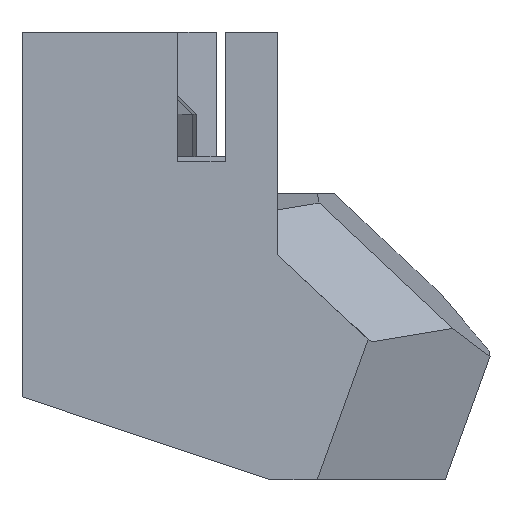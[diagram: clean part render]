
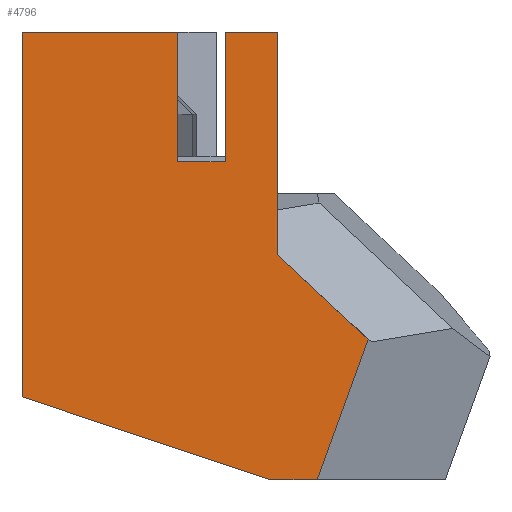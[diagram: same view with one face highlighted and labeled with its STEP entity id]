
A CAD part, front view. The second image highlights one B-rep face of the part: STEP entity #4796.
In plain terms, the highlighted planar face has unit normal (0, -1, 0).
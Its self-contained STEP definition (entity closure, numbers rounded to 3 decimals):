
#1499 = EDGE_CURVE('',#1500,#1502,#1504,.T.);
#1500 = VERTEX_POINT('',#1501);
#1501 = CARTESIAN_POINT('',(-25.689,-107.529,
    -18.796));
#1502 = VERTEX_POINT('',#1503);
#1503 = CARTESIAN_POINT('',(-25.689,-107.529,
    -4.125));
#1504 = LINE('',#1505,#1506);
#1505 = CARTESIAN_POINT('',(-25.689,-107.529,
    -8.65));
#1506 = VECTOR('',#1507,1.);
#1507 = DIRECTION('',(0.,0.,1.));
#2046 = VERTEX_POINT('',#2047);
#2047 = CARTESIAN_POINT('',(-15.417,-107.529,
    -4.125));
#2053 = EDGE_CURVE('',#2046,#2054,#2056,.T.);
#2054 = VERTEX_POINT('',#2055);
#2055 = CARTESIAN_POINT('',(-15.417,-107.529,
    -13.073));
#2056 = LINE('',#2057,#2058);
#2057 = CARTESIAN_POINT('',(-15.417,-107.529,
    -17.7));
#2058 = VECTOR('',#2059,1.);
#2059 = DIRECTION('',(0.,0.,-1.));
#2251 = VERTEX_POINT('',#2252);
#2252 = CARTESIAN_POINT('',(-13.81,-107.529,
    -22.125));
#2285 = VERTEX_POINT('',#2286);
#2286 = CARTESIAN_POINT('',(-11.758,-107.529,
    -16.474));
#2292 = EDGE_CURVE('',#2285,#2251,#2293,.T.);
#2293 = LINE('',#2294,#2295);
#2294 = CARTESIAN_POINT('',(-11.475,-107.529,
    -15.693));
#2295 = VECTOR('',#2296,1.);
#2296 = DIRECTION('',(-0.341,0.,-0.94)
  );
#2587 = VERTEX_POINT('',#2588);
#2588 = CARTESIAN_POINT('',(-15.717,-107.529,
    -22.125));
#2594 = EDGE_CURVE('',#2587,#1500,#2595,.T.);
#2595 = LINE('',#2596,#2597);
#2596 = CARTESIAN_POINT('',(-24.222,-107.529,
    -19.286));
#2597 = VECTOR('',#2598,1.);
#2598 = DIRECTION('',(-0.949,0.,0.317));
#2619 = EDGE_CURVE('',#1502,#2620,#2622,.T.);
#2620 = VERTEX_POINT('',#2621);
#2621 = CARTESIAN_POINT('',(-19.417,-107.529,
    -4.125));
#2622 = LINE('',#2623,#2624);
#2623 = CARTESIAN_POINT('',(-19.985,-107.529,
    -4.125));
#2624 = VECTOR('',#2625,1.);
#2625 = DIRECTION('',(1.,0.,0.));
#2642 = VERTEX_POINT('',#2643);
#2643 = CARTESIAN_POINT('',(-19.417,-107.529,
    -9.325));
#2682 = EDGE_CURVE('',#2620,#2642,#2683,.T.);
#2683 = LINE('',#2684,#2685);
#2684 = CARTESIAN_POINT('',(-19.417,-107.529,
    -11.25));
#2685 = VECTOR('',#2686,1.);
#2686 = DIRECTION('',(0.,0.,-1.));
#2713 = EDGE_CURVE('',#2587,#2251,#2714,.T.);
#2714 = LINE('',#2715,#2716);
#2715 = CARTESIAN_POINT('',(-23.61,-107.529,
    -22.125));
#2716 = VECTOR('',#2717,1.);
#2717 = DIRECTION('',(1.,0.,0.));
#3585 = EDGE_CURVE('',#2642,#3586,#3588,.T.);
#3586 = VERTEX_POINT('',#3587);
#3587 = CARTESIAN_POINT('',(-17.517,-107.529,
    -9.325));
#3588 = LINE('',#3589,#3590);
#3589 = CARTESIAN_POINT('',(-19.035,-107.529,
    -9.325));
#3590 = VECTOR('',#3591,1.);
#3591 = DIRECTION('',(1.,0.,0.));
#4010 = EDGE_CURVE('',#3586,#4011,#4013,.T.);
#4011 = VERTEX_POINT('',#4012);
#4012 = CARTESIAN_POINT('',(-17.517,-107.529,
    -4.125));
#4013 = LINE('',#4014,#4015);
#4014 = CARTESIAN_POINT('',(-17.517,-107.529,
    -8.65));
#4015 = VECTOR('',#4016,1.);
#4016 = DIRECTION('',(0.,0.,1.));
#4593 = EDGE_CURVE('',#4011,#2046,#4594,.T.);
#4594 = LINE('',#4595,#4596);
#4595 = CARTESIAN_POINT('',(-17.985,-107.529,
    -4.125));
#4596 = VECTOR('',#4597,1.);
#4597 = DIRECTION('',(1.,0.,0.));
#4786 = EDGE_CURVE('',#2054,#2285,#4787,.T.);
#4787 = LINE('',#4788,#4789);
#4788 = CARTESIAN_POINT('',(-11.819,-107.529,
    -16.417));
#4789 = VECTOR('',#4790,1.);
#4790 = DIRECTION('',(0.733,0.,-0.681));
#4796 = ADVANCED_FACE('',(#4797),#4810,.T.);
#4797 = FACE_BOUND('',#4798,.T.);
#4798 = EDGE_LOOP('',(#4799,#4800,#4801,#4802,#4803,#4804,#4805,#4806,
    #4807,#4808,#4809));
#4799 = ORIENTED_EDGE('',*,*,#2292,.F.);
#4800 = ORIENTED_EDGE('',*,*,#4786,.F.);
#4801 = ORIENTED_EDGE('',*,*,#2053,.F.);
#4802 = ORIENTED_EDGE('',*,*,#4593,.F.);
#4803 = ORIENTED_EDGE('',*,*,#4010,.F.);
#4804 = ORIENTED_EDGE('',*,*,#3585,.F.);
#4805 = ORIENTED_EDGE('',*,*,#2682,.F.);
#4806 = ORIENTED_EDGE('',*,*,#2619,.F.);
#4807 = ORIENTED_EDGE('',*,*,#1499,.F.);
#4808 = ORIENTED_EDGE('',*,*,#2594,.F.);
#4809 = ORIENTED_EDGE('',*,*,#2713,.T.);
#4810 = PLANE('',#4811);
#4811 = AXIS2_PLACEMENT_3D('',#4812,#4813,#4814);
#4812 = CARTESIAN_POINT('',(-20.553,-107.529,
    -13.175));
#4813 = DIRECTION('',(0.,-1.,0.));
#4814 = DIRECTION('',(0.,0.,-1.));
